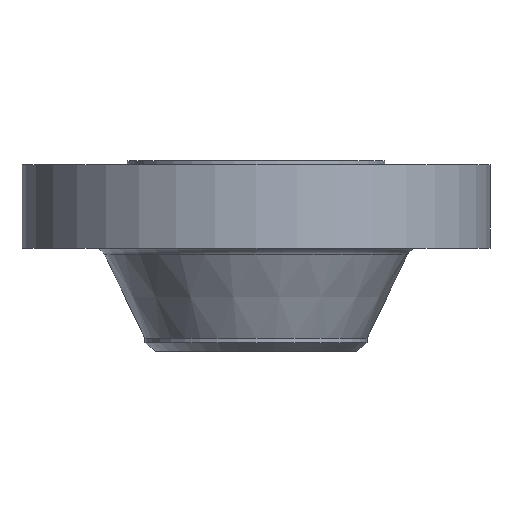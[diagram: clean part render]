
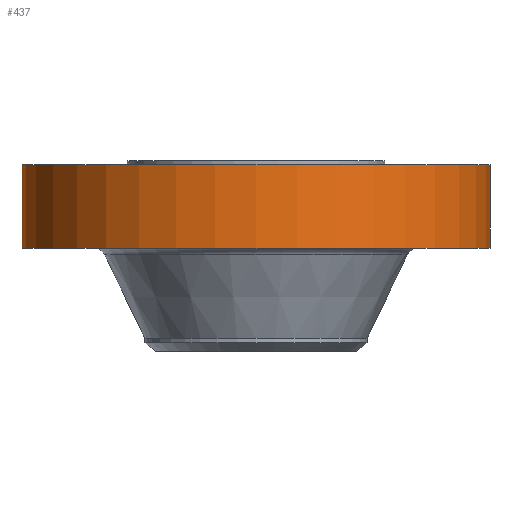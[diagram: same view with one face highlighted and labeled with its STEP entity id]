
A CAD part, front view. The second image highlights one B-rep face of the part: STEP entity #437.
In plain terms, the highlighted cylindrical face has radius 374.65 mm (diameter 749.3 mm), a partial arc.
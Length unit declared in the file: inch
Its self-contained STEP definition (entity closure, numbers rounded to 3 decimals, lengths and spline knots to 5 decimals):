
#115 = CARTESIAN_POINT ( 'NONE',  ( 0., 0., -5.5 ) ) ;
#151 = EDGE_CURVE ( 'NONE', #1644, #1052, #255, .T. ) ;
#237 = CARTESIAN_POINT ( 'NONE',  ( 14.75, 0., -0.25 ) ) ;
#244 = CARTESIAN_POINT ( 'NONE',  ( 14.75, 0., 0. ) ) ;
#255 = LINE ( 'NONE', #244, #618 ) ;
#273 = CARTESIAN_POINT ( 'NONE',  ( -14.75, 0., 0. ) ) ;
#279 = CIRCLE ( 'NONE', #561, 14.75 ) ;
#282 = EDGE_CURVE ( 'NONE', #1611, #1052, #279, .T. ) ;
#317 = DIRECTION ( 'NONE',  ( 0., 0., 1. ) ) ;
#342 = ORIENTED_EDGE ( 'NONE', *, *, #1083, .T. ) ;
#420 = DIRECTION ( 'NONE',  ( 0., 0., 1. ) ) ;
#437 = ADVANCED_FACE ( 'NONE', ( #1255 ), #878, .T. ) ;
#504 = CIRCLE ( 'NONE', #1342, 14.75 ) ;
#520 = EDGE_LOOP ( 'NONE', ( #1126, #342, #892, #1348 ) ) ;
#549 = CARTESIAN_POINT ( 'NONE',  ( 0., 0., -0.25 ) ) ;
#561 = AXIS2_PLACEMENT_3D ( 'NONE', #549, #420, #717 ) ;
#618 = VECTOR ( 'NONE', #775, 39.37008 ) ;
#709 = AXIS2_PLACEMENT_3D ( 'NONE', #734, #317, #1408 ) ;
#717 = DIRECTION ( 'NONE',  ( 1., 0., 0. ) ) ;
#734 = CARTESIAN_POINT ( 'NONE',  ( 0., 0., 0. ) ) ;
#775 = DIRECTION ( 'NONE',  ( 0., 0., 1. ) ) ;
#878 = CYLINDRICAL_SURFACE ( 'NONE', #709, 14.75 ) ;
#892 = ORIENTED_EDGE ( 'NONE', *, *, #151, .T. ) ;
#946 = DIRECTION ( 'NONE',  ( 0., 0., 1. ) ) ;
#984 = VECTOR ( 'NONE', #1608, 39.37008 ) ;
#1022 = EDGE_CURVE ( 'NONE', #1578, #1611, #1184, .T. ) ;
#1052 = VERTEX_POINT ( 'NONE', #237 ) ;
#1083 = EDGE_CURVE ( 'NONE', #1578, #1644, #504, .T. ) ;
#1126 = ORIENTED_EDGE ( 'NONE', *, *, #1022, .F. ) ;
#1184 = LINE ( 'NONE', #273, #984 ) ;
#1255 = FACE_OUTER_BOUND ( 'NONE', #520, .T. ) ;
#1342 = AXIS2_PLACEMENT_3D ( 'NONE', #115, #946, #1475 ) ;
#1348 = ORIENTED_EDGE ( 'NONE', *, *, #282, .F. ) ;
#1387 = CARTESIAN_POINT ( 'NONE',  ( 14.75, 0., -5.5 ) ) ;
#1408 = DIRECTION ( 'NONE',  ( 1., 0., 0. ) ) ;
#1473 = CARTESIAN_POINT ( 'NONE',  ( -14.75, 0., -0.25 ) ) ;
#1475 = DIRECTION ( 'NONE',  ( 1., 0., 0. ) ) ;
#1478 = CARTESIAN_POINT ( 'NONE',  ( -14.75, 0., -5.5 ) ) ;
#1578 = VERTEX_POINT ( 'NONE', #1478 ) ;
#1608 = DIRECTION ( 'NONE',  ( 0., 0., 1. ) ) ;
#1611 = VERTEX_POINT ( 'NONE', #1473 ) ;
#1644 = VERTEX_POINT ( 'NONE', #1387 ) ;
